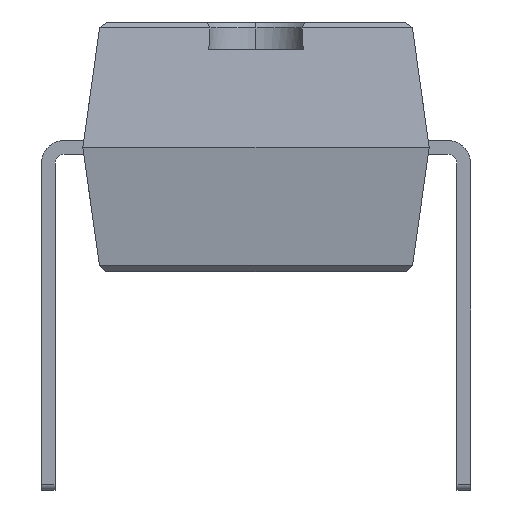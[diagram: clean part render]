
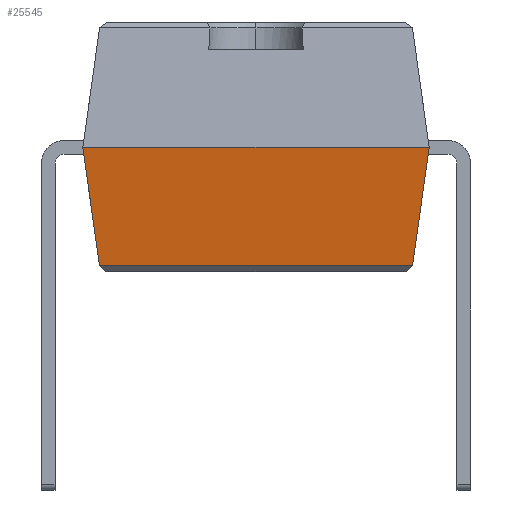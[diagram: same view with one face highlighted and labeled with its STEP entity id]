
A CAD part, left-side view. The second image highlights one B-rep face of the part: STEP entity #25545.
In plain terms, the highlighted planar face has unit normal (-0.99, 0, -0.139).
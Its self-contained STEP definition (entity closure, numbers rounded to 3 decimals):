
#1141 = ORIENTED_EDGE ( 'NONE', *, *, #16057, .T. ) ;
#1763 = CARTESIAN_POINT ( 'NONE',  ( -9.65, 3.175, 0. ) ) ;
#2806 = VERTEX_POINT ( 'NONE', #13185 ) ;
#4006 = EDGE_CURVE ( 'NONE', #14807, #23922, #9984, .T. ) ;
#4068 = DIRECTION ( 'NONE',  ( 0., -1., 0. ) ) ;
#4107 = VERTEX_POINT ( 'NONE', #1763 ) ;
#5005 = DIRECTION ( 'NONE',  ( -0.99, 0., -0.139 ) ) ;
#5859 = LINE ( 'NONE', #10778, #7000 ) ;
#5994 = DIRECTION ( 'NONE',  ( -0.138, -0.138, 0.981 ) ) ;
#7000 = VECTOR ( 'NONE', #5994, 1000. ) ;
#7582 = CARTESIAN_POINT ( 'NONE',  ( -9.345, -2.854, -2.169 ) ) ;
#7681 = FACE_OUTER_BOUND ( 'NONE', #8513, .T. ) ;
#8513 = EDGE_LOOP ( 'NONE', ( #24501, #12872, #1141, #21977 ) ) ;
#9778 = DIRECTION ( 'NONE',  ( -0.139, 0., 0.99 ) ) ;
#9984 = LINE ( 'NONE', #7582, #17834 ) ;
#10323 = AXIS2_PLACEMENT_3D ( 'NONE', #12340, #5005, #9778 ) ;
#10778 = CARTESIAN_POINT ( 'NONE',  ( -9.529, -3.054, -0.859 ) ) ;
#11812 = CARTESIAN_POINT ( 'NONE',  ( -9.345, -2.87, -2.169 ) ) ;
#12340 = CARTESIAN_POINT ( 'NONE',  ( -9.65, 3.175, 0. ) ) ;
#12365 = CARTESIAN_POINT ( 'NONE',  ( -9.345, 2.87, -2.169 ) ) ;
#12872 = ORIENTED_EDGE ( 'NONE', *, *, #4006, .T. ) ;
#13185 = CARTESIAN_POINT ( 'NONE',  ( -9.65, -3.175, 0. ) ) ;
#14170 = LINE ( 'NONE', #15879, #25691 ) ;
#14643 = EDGE_CURVE ( 'NONE', #14807, #4107, #22159, .T. ) ;
#14797 = DIRECTION ( 'NONE',  ( 0., -1., 0. ) ) ;
#14807 = VERTEX_POINT ( 'NONE', #12365 ) ;
#15677 = VECTOR ( 'NONE', #18709, 1000. ) ;
#15879 = CARTESIAN_POINT ( 'NONE',  ( -9.65, 3.175, 0. ) ) ;
#16057 = EDGE_CURVE ( 'NONE', #23922, #2806, #5859, .T. ) ;
#17116 = EDGE_CURVE ( 'NONE', #4107, #2806, #14170, .T. ) ;
#17834 = VECTOR ( 'NONE', #14797, 1000. ) ;
#18709 = DIRECTION ( 'NONE',  ( -0.138, 0.138, 0.981 ) ) ;
#20955 = CARTESIAN_POINT ( 'NONE',  ( -9.65, 3.175, 0. ) ) ;
#21977 = ORIENTED_EDGE ( 'NONE', *, *, #17116, .F. ) ;
#22159 = LINE ( 'NONE', #20955, #15677 ) ;
#23922 = VERTEX_POINT ( 'NONE', #11812 ) ;
#24501 = ORIENTED_EDGE ( 'NONE', *, *, #14643, .F. ) ;
#25545 = ADVANCED_FACE ( 'NONE', ( #7681 ), #25591, .T. ) ;
#25591 = PLANE ( 'NONE',  #10323 ) ;
#25691 = VECTOR ( 'NONE', #4068, 1000. ) ;
